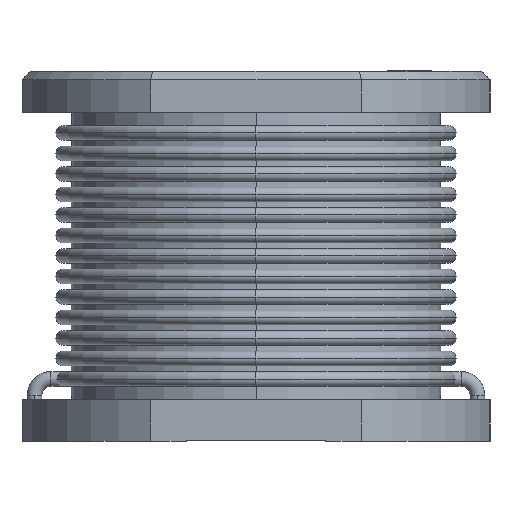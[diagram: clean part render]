
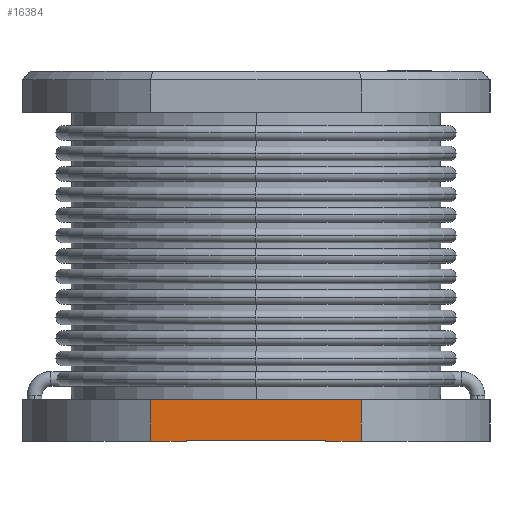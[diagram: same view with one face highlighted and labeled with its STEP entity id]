
A CAD part, left-side view. The second image highlights one B-rep face of the part: STEP entity #16384.
In plain terms, the highlighted planar face has unit normal (-1, 0, 0).
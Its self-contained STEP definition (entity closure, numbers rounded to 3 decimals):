
#50 = CARTESIAN_POINT ( 'NONE',  ( -2.6, -0.85, -0.01 ) ) ;
#295 = CARTESIAN_POINT ( 'NONE',  ( -2.6, 1.285, 0.5 ) ) ;
#390 = CARTESIAN_POINT ( 'NONE',  ( -2.6, -1.285, 0.5 ) ) ;
#805 = CARTESIAN_POINT ( 'NONE',  ( -2.6, 1.285, 0.5 ) ) ;
#1903 = VECTOR ( 'NONE', #11969, 1000. ) ;
#2199 = LINE ( 'NONE', #12688, #10247 ) ;
#2382 = DIRECTION ( 'NONE',  ( 0., -1., 0. ) ) ;
#2826 = CARTESIAN_POINT ( 'NONE',  ( -2.6, 1.285, 0.5 ) ) ;
#2995 = PLANE ( 'NONE',  #8255 ) ;
#3024 = CARTESIAN_POINT ( 'NONE',  ( -2.6, -1.285, 0.5 ) ) ;
#3182 = FACE_OUTER_BOUND ( 'NONE', #15677, .T. ) ;
#3197 = DIRECTION ( 'NONE',  ( 0., 0., -1. ) ) ;
#3271 = CARTESIAN_POINT ( 'NONE',  ( -2.6, 1.285, 0.5 ) ) ;
#3933 = EDGE_CURVE ( 'NONE', #15073, #9158, #12608, .T. ) ;
#4223 = VECTOR ( 'NONE', #7661, 1000. ) ;
#4328 = LINE ( 'NONE', #50, #15145 ) ;
#4391 = ORIENTED_EDGE ( 'NONE', *, *, #8667, .F. ) ;
#4405 = DIRECTION ( 'NONE',  ( 0., 0., -1. ) ) ;
#4668 = EDGE_CURVE ( 'NONE', #5653, #7860, #12803, .T. ) ;
#5481 = ORIENTED_EDGE ( 'NONE', *, *, #12511, .T. ) ;
#5653 = VERTEX_POINT ( 'NONE', #805 ) ;
#5859 = ORIENTED_EDGE ( 'NONE', *, *, #11810, .F. ) ;
#5964 = VECTOR ( 'NONE', #7389, 1000. ) ;
#5979 = VERTEX_POINT ( 'NONE', #12380 ) ;
#6126 = CARTESIAN_POINT ( 'NONE',  ( -2.6, -1.285, -0.01 ) ) ;
#6569 = LINE ( 'NONE', #11953, #7624 ) ;
#6817 = CARTESIAN_POINT ( 'NONE',  ( -2.6, 1.285, -0.01 ) ) ;
#7389 = DIRECTION ( 'NONE',  ( 0., 0., -1. ) ) ;
#7502 = VERTEX_POINT ( 'NONE', #3024 ) ;
#7624 = VECTOR ( 'NONE', #11765, 1000. ) ;
#7661 = DIRECTION ( 'NONE',  ( 0., 1., 0. ) ) ;
#7733 = VECTOR ( 'NONE', #3197, 1000. ) ;
#7860 = VERTEX_POINT ( 'NONE', #6817 ) ;
#7913 = CARTESIAN_POINT ( 'NONE',  ( -2.6, 1.285, 0. ) ) ;
#8192 = LINE ( 'NONE', #2826, #1903 ) ;
#8255 = AXIS2_PLACEMENT_3D ( 'NONE', #295, #16479, #4405 ) ;
#8667 = EDGE_CURVE ( 'NONE', #5979, #7860, #2199, .T. ) ;
#8697 = DIRECTION ( 'NONE',  ( 0., 1., 0. ) ) ;
#9158 = VERTEX_POINT ( 'NONE', #14320 ) ;
#9844 = VECTOR ( 'NONE', #2382, 1000. ) ;
#10235 = ORIENTED_EDGE ( 'NONE', *, *, #3933, .F. ) ;
#10247 = VECTOR ( 'NONE', #8697, 1000. ) ;
#10666 = CARTESIAN_POINT ( 'NONE',  ( -2.6, -1.285, -0.01 ) ) ;
#10933 = EDGE_CURVE ( 'NONE', #7502, #15073, #12529, .T. ) ;
#11765 = DIRECTION ( 'NONE',  ( 0., 0., 1. ) ) ;
#11810 = EDGE_CURVE ( 'NONE', #5653, #7502, #8192, .T. ) ;
#11953 = CARTESIAN_POINT ( 'NONE',  ( -2.6, 0.85, -0.01 ) ) ;
#11969 = DIRECTION ( 'NONE',  ( 0., -1., 0. ) ) ;
#12380 = CARTESIAN_POINT ( 'NONE',  ( -2.6, 0.85, -0.01 ) ) ;
#12391 = EDGE_CURVE ( 'NONE', #9158, #15566, #4328, .T. ) ;
#12428 = VERTEX_POINT ( 'NONE', #16747 ) ;
#12511 = EDGE_CURVE ( 'NONE', #12428, #15566, #14559, .T. ) ;
#12519 = EDGE_CURVE ( 'NONE', #5979, #12428, #6569, .T. ) ;
#12529 = LINE ( 'NONE', #390, #7733 ) ;
#12608 = LINE ( 'NONE', #6126, #4223 ) ;
#12688 = CARTESIAN_POINT ( 'NONE',  ( -2.6, 0.85, -0.01 ) ) ;
#12803 = LINE ( 'NONE', #3271, #5964 ) ;
#13458 = DIRECTION ( 'NONE',  ( 0., 0., 1. ) ) ;
#13551 = ORIENTED_EDGE ( 'NONE', *, *, #4668, .T. ) ;
#14320 = CARTESIAN_POINT ( 'NONE',  ( -2.6, -0.85, -0.01 ) ) ;
#14559 = LINE ( 'NONE', #7913, #9844 ) ;
#15073 = VERTEX_POINT ( 'NONE', #10666 ) ;
#15145 = VECTOR ( 'NONE', #13458, 1000. ) ;
#15566 = VERTEX_POINT ( 'NONE', #17028 ) ;
#15677 = EDGE_LOOP ( 'NONE', ( #13551, #4391, #16204, #5481, #16174, #10235, #17261, #5859 ) ) ;
#16174 = ORIENTED_EDGE ( 'NONE', *, *, #12391, .F. ) ;
#16204 = ORIENTED_EDGE ( 'NONE', *, *, #12519, .T. ) ;
#16384 = ADVANCED_FACE ( 'NONE', ( #3182 ), #2995, .F. ) ;
#16479 = DIRECTION ( 'NONE',  ( 1., 0., 0. ) ) ;
#16747 = CARTESIAN_POINT ( 'NONE',  ( -2.6, 0.85, 0. ) ) ;
#17028 = CARTESIAN_POINT ( 'NONE',  ( -2.6, -0.85, 0. ) ) ;
#17261 = ORIENTED_EDGE ( 'NONE', *, *, #10933, .F. ) ;
